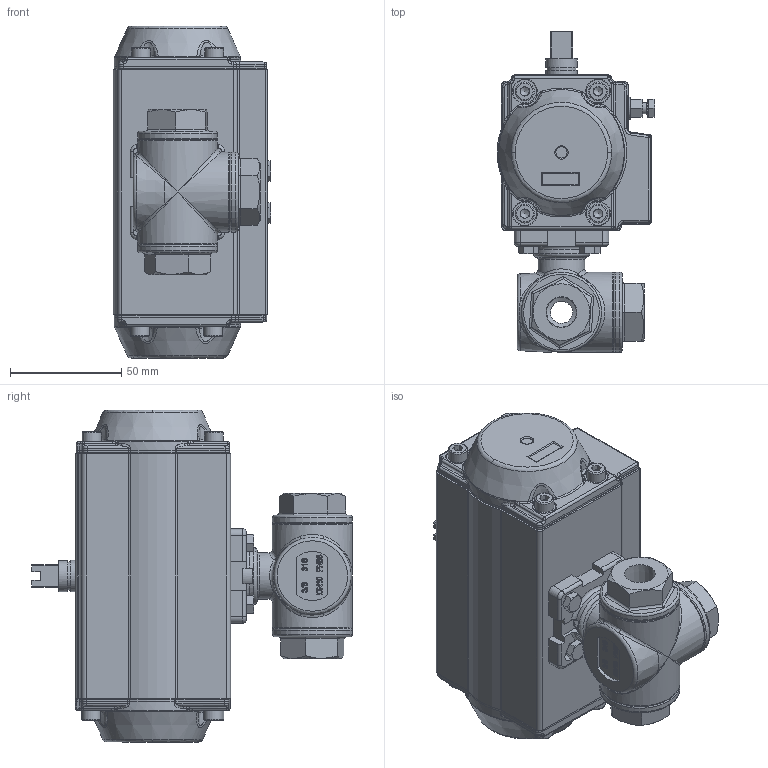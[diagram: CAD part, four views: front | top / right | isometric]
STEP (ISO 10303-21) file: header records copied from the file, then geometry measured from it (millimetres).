
FILE_DESCRIPTION(/* description */ ('Unknown'),/* implementation_level */ '2;1');
FILE_NAME(/* name */ 'PD02 9339-03',/* time_stamp */ '2024-05-22T11:05:50+02:00',/* author */ ('Unknown'),/* organization */ ('Unknown'),/* preprocessor_version */ 'ST-DEVELOPER v19.4',/* originating_system */ 'Solid Edge',/* authorisation */ 'Unknown');
FILE_SCHEMA (('AUTOMOTIVE_DESIGN {1 0 10303 214 3 1 1}'));
Products named in the file (19): PE019338-03 (-0001); 9338-03; Body Gsake DN10; CAP DN10; STEM; BODY DN10; NUT M12_GB_FASTENER_NUT_SSFNTT M14X1.0-N; Nut Stopper; PD02_PE01; vt50-2016-06-25; hex bolt gradeab_din_ISO 4014 - M5 x 25 x 16-N; huosai50; vt50-2016-06-25 _______MIR; zhou50; VTE50____; plain washers-n series-grade a gb_GB_FASTENER_WASHER_PWNA 5; hex nut gradec_din_Hexagon Nut ISO 4034 - M5 - N; socket head cap screw_din_DIN 912 M5 x 16 --- 16N; DIN 933 M5x14 A2-70 BLK_EDST
Assembly tree (36 placements, depth 3):
  PE019338-03 (-0001)
    9338-03
      Body Gsake DN10  x3
      CAP DN10  x3
      STEM
      BODY DN10
      NUT M12_GB_FASTENER_NUT_SSFNTT M14X1.0-N
      Nut Stopper
    PD02_PE01
      vt50-2016-06-25
      hex bolt gradeab_din_ISO 4014 - M5 x 25 x 16-N  x2
      huosai50  x2
      vt50-2016-06-25 _______MIR
      zhou50
      VTE50____
      plain washers-n series-grade a gb_GB_FASTENER_WASHER_PWNA 5  x2
      hex nut gradec_din_Hexagon Nut ISO 4034 - M5 - N  x2
      socket head cap screw_din_DIN 912 M5 x 16 --- 16N  x8
    DIN 933 M5x14 A2-70 BLK_EDST  x4
Bounding box: 70.92 x 144.3 x 149.4 mm (x, y, z)
Volume: 460342.1 mm3; surface area: 172844.7 mm2
Topology: 34 solids, 34 shells, 2615 faces, 6381 edges, 3973 vertices
Faces by surface type: plane 966, cylinder 640, bspline 423, cone 290, torus 272, sphere 24
Full cylindrical faces by diameter (mm): 2.5 x2, 4.134 x20, 4.2 x2, 4.917 x7, 5 x16, 5.3 x2, 5.5 x1, 8 x6, 8.5 x8, 8.566 x2, 9.6 x1, 10 x7, 11 x1, 11.4 x1, 12 x5, 12.5 x2, 12.6 x2, 12.7 x1, 12.9 x1, 13 x12, 13.5 x2, 14 x5, 15.8 x1, 16 x1, 16.5 x2, 17.2 x1, 17.5 x3, 18.5 x1, 21 x1, 21.2 x1
Entity records: 80323 total; most frequent: CARTESIAN_POINT 37742, ORIENTED_EDGE 8976, DIRECTION 7623, EDGE_CURVE 4488, VERTEX_POINT 3002, AXIS2_PLACEMENT_3D 2916, FACE_BOUND 2474, EDGE_LOOP 2453
